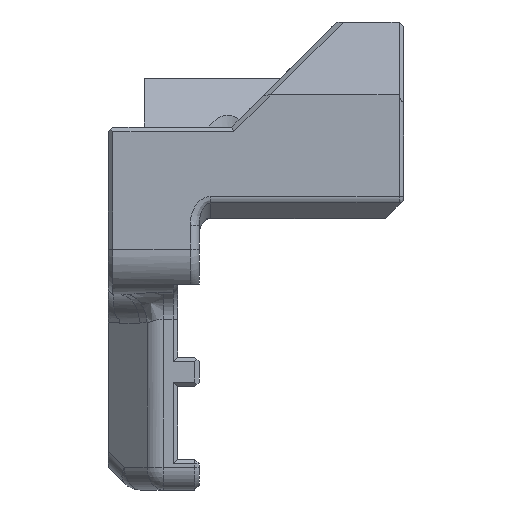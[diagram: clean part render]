
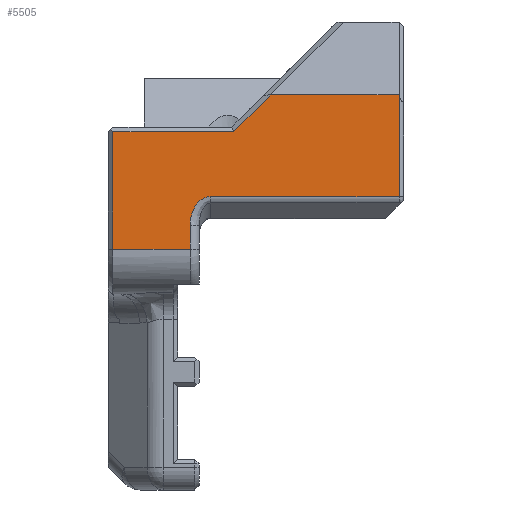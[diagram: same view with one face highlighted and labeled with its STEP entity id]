
A CAD part, front view. The second image highlights one B-rep face of the part: STEP entity #5505.
In plain terms, the highlighted planar face has unit normal (0, -1, 0).
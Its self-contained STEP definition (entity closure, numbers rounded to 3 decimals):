
#52=B_SPLINE_CURVE_WITH_KNOTS('',3,(#8037,#8038,#8039,#8040,#8041,#8042,
#8043,#8044,#8045,#8046,#8047,#8048,#8049),.UNSPECIFIED.,.F.,.F.,(4,3,3,
3,4),(1.571,1.963,2.356,2.749,
3.142),.UNSPECIFIED.);
#127=PLANE('',#5848);
#403=FACE_OUTER_BOUND('',#720,.T.);
#720=EDGE_LOOP('',(#3846,#3847,#3848,#3849,#3850,#3851,#3852,#3853,#3854));
#1058=LINE('',#7981,#1660);
#1064=LINE('',#8022,#1666);
#1065=LINE('',#8026,#1667);
#1066=LINE('',#8028,#1668);
#1067=LINE('',#8030,#1669);
#1068=LINE('',#8032,#1670);
#1069=LINE('',#8034,#1671);
#1070=LINE('',#8036,#1672);
#1660=VECTOR('',#6374,10.);
#1666=VECTOR('',#6394,1000.);
#1667=VECTOR('',#6399,10.);
#1668=VECTOR('',#6400,10.);
#1669=VECTOR('',#6401,10.);
#1670=VECTOR('',#6402,1000.);
#1671=VECTOR('',#6403,1000.);
#1672=VECTOR('',#6404,1000.);
#2449=VERTEX_POINT('',#7978);
#2450=VERTEX_POINT('',#7980);
#2457=VERTEX_POINT('',#8021);
#2458=VERTEX_POINT('',#8025);
#2459=VERTEX_POINT('',#8027);
#2460=VERTEX_POINT('',#8029);
#2461=VERTEX_POINT('',#8031);
#2462=VERTEX_POINT('',#8033);
#2463=VERTEX_POINT('',#8035);
#2977=EDGE_CURVE('',#2449,#2450,#1058,.T.);
#2988=EDGE_CURVE('',#2457,#2450,#1064,.T.);
#2990=EDGE_CURVE('',#2449,#2458,#1065,.T.);
#2991=EDGE_CURVE('',#2459,#2458,#1066,.T.);
#2992=EDGE_CURVE('',#2460,#2459,#1067,.T.);
#2993=EDGE_CURVE('',#2460,#2461,#1068,.T.);
#2994=EDGE_CURVE('',#2462,#2461,#1069,.T.);
#2995=EDGE_CURVE('',#2462,#2463,#1070,.T.);
#2996=EDGE_CURVE('',#2463,#2457,#52,.T.);
#3846=ORIENTED_EDGE('',*,*,#2977,.F.);
#3847=ORIENTED_EDGE('',*,*,#2990,.T.);
#3848=ORIENTED_EDGE('',*,*,#2991,.F.);
#3849=ORIENTED_EDGE('',*,*,#2992,.F.);
#3850=ORIENTED_EDGE('',*,*,#2993,.T.);
#3851=ORIENTED_EDGE('',*,*,#2994,.F.);
#3852=ORIENTED_EDGE('',*,*,#2995,.T.);
#3853=ORIENTED_EDGE('',*,*,#2996,.T.);
#3854=ORIENTED_EDGE('',*,*,#2988,.T.);
#5505=ADVANCED_FACE('',(#403),#127,.T.);
#5848=AXIS2_PLACEMENT_3D('',#8024,#6397,#6398);
#6374=DIRECTION('',(0.,0.,-1.));
#6394=DIRECTION('',(1.,0.,0.));
#6397=DIRECTION('center_axis',(0.,-1.,0.));
#6398=DIRECTION('ref_axis',(-1.,0.,0.));
#6399=DIRECTION('',(-1.,0.,0.));
#6400=DIRECTION('',(0.707,0.,0.707));
#6401=DIRECTION('',(1.,0.,0.));
#6402=DIRECTION('',(0.,0.,-1.));
#6403=DIRECTION('',(-1.,0.,0.));
#6404=DIRECTION('',(0.,0.,1.));
#7978=CARTESIAN_POINT('',(39.06,-17.,45.374));
#7980=CARTESIAN_POINT('',(39.06,-17.,36.431));
#7981=CARTESIAN_POINT('',(39.06,-17.,15.9));
#8021=CARTESIAN_POINT('',(22.46,-17.,36.431));
#8022=CARTESIAN_POINT('',(35.501,-17.,36.431));
#8024=CARTESIAN_POINT('Origin',(35.501,-17.,31.8));
#8025=CARTESIAN_POINT('',(27.725,-17.,45.374));
#8026=CARTESIAN_POINT('',(37.48,-17.,45.374));
#8027=CARTESIAN_POINT('',(24.501,-17.,42.149));
#8028=CARTESIAN_POINT('',(26.972,-17.,44.621));
#8029=CARTESIAN_POINT('',(13.86,-17.,42.149));
#8030=CARTESIAN_POINT('',(36.98,-17.,42.149));
#8031=CARTESIAN_POINT('',(13.86,-17.,31.8));
#8032=CARTESIAN_POINT('',(13.86,-17.,31.8));
#8033=CARTESIAN_POINT('',(20.66,-17.,31.8));
#8034=CARTESIAN_POINT('',(35.501,-17.,31.8));
#8035=CARTESIAN_POINT('',(20.66,-17.,33.886));
#8036=CARTESIAN_POINT('',(20.66,-17.,34.686));
#8037=CARTESIAN_POINT('Ctrl Pts',(20.66,-17.,33.886));
#8038=CARTESIAN_POINT('Ctrl Pts',(20.66,-17.,34.219));
#8039=CARTESIAN_POINT('Ctrl Pts',(20.707,-17.,34.552));
#8040=CARTESIAN_POINT('Ctrl Pts',(20.797,-17.,34.86));
#8041=CARTESIAN_POINT('Ctrl Pts',(20.887,-17.,35.168));
#8042=CARTESIAN_POINT('Ctrl Pts',(21.021,-17.,35.45));
#8043=CARTESIAN_POINT('Ctrl Pts',(21.187,-17.,35.686));
#8044=CARTESIAN_POINT('Ctrl Pts',(21.354,-17.,35.921));
#8045=CARTESIAN_POINT('Ctrl Pts',(21.553,-17.,36.11));
#8046=CARTESIAN_POINT('Ctrl Pts',(21.771,-17.,36.238));
#8047=CARTESIAN_POINT('Ctrl Pts',(21.989,-17.,36.365));
#8048=CARTESIAN_POINT('Ctrl Pts',(22.224,-17.,36.431));
#8049=CARTESIAN_POINT('Ctrl Pts',(22.46,-17.,36.431));
